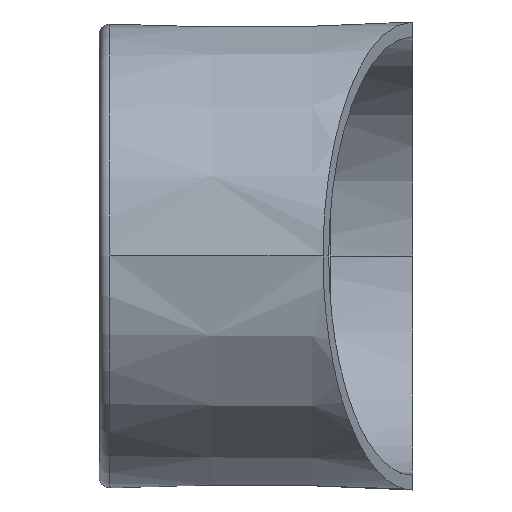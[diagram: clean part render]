
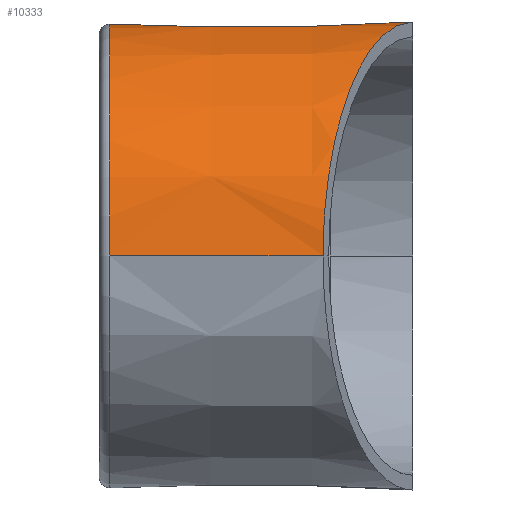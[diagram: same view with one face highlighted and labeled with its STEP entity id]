
A CAD part, left-side view. The second image highlights one B-rep face of the part: STEP entity #10333.
In plain terms, the highlighted conical face has half-angle 0.4 degrees and reference radius 22.299 mm.
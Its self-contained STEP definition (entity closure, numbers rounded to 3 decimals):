
#3812=CARTESIAN_POINT('',(0.,0.,0.));
#3813=DIRECTION('',(0.,-1.,0.));
#3814=DIRECTION('',(1.,0.,0.));
#3815=AXIS2_PLACEMENT_3D('',#3812,#3813,#3814);
#3817=CARTESIAN_POINT('',(0.,0.,22.4));
#3818=CARTESIAN_POINT('',(-0.9,0.345,
22.398));
#3819=CARTESIAN_POINT('',(-2.6,0.998,
22.286));
#3820=CARTESIAN_POINT('',(-4.925,1.89,21.878));
#3821=CARTESIAN_POINT('',(-7.065,2.712,21.274));
#3822=CARTESIAN_POINT('',(-9.709,3.727,20.242));
#3823=CARTESIAN_POINT('',(-12.663,4.861,18.579));
#3824=CARTESIAN_POINT('',(-15.719,6.034,16.061));
#3825=CARTESIAN_POINT('',(-17.872,6.861,13.541));
#3826=CARTESIAN_POINT('',(-19.343,7.425,11.257));
#3827=CARTESIAN_POINT('',(-20.31,7.796,9.399));
#3828=CARTESIAN_POINT('',(-21.128,8.11,7.381));
#3829=CARTESIAN_POINT('',(-21.776,8.359,5.181));
#3830=CARTESIAN_POINT('',(-22.218,8.529,2.762));
#3831=CARTESIAN_POINT('',(-22.34,8.576,
0.964));
#3832=CARTESIAN_POINT('',(-22.34,8.576,
0.));
#3834=CARTESIAN_POINT('',(0.,29.007,0.));
#3835=DIRECTION('',(0.,1.,0.));
#3836=DIRECTION('',(-1.,0.,0.));
#3837=AXIS2_PLACEMENT_3D('',#3834,#3835,#3836);
#3839=CARTESIAN_POINT('',(20.712,29.007,7.984));
#3840=CARTESIAN_POINT('',(20.716,28.131,7.991));
#3841=CARTESIAN_POINT('',(20.724,26.352,8.004));
#3842=CARTESIAN_POINT('',(20.737,23.622,8.024));
#3843=CARTESIAN_POINT('',(20.75,20.76,8.045));
#3844=CARTESIAN_POINT('',(20.759,18.742,8.06));
#3845=CARTESIAN_POINT('',(20.764,17.707,8.068));
#3847=CARTESIAN_POINT('',(22.342,8.3,0.));
#3848=CARTESIAN_POINT('',(22.342,8.3,0.079));
#3849=CARTESIAN_POINT('',(22.341,8.306,0.238));
#3850=CARTESIAN_POINT('',(22.337,8.332,0.475));
#3851=CARTESIAN_POINT('',(22.331,8.377,0.71));
#3852=CARTESIAN_POINT('',(22.322,8.438,0.941));
#3853=CARTESIAN_POINT('',(22.31,8.517,1.166));
#3854=CARTESIAN_POINT('',(22.297,8.612,1.386));
#3855=CARTESIAN_POINT('',(22.282,8.724,1.598));
#3856=CARTESIAN_POINT('',(22.266,8.852,1.802));
#3857=CARTESIAN_POINT('',(22.248,8.994,1.995));
#3858=CARTESIAN_POINT('',(22.23,9.151,2.178));
#3859=CARTESIAN_POINT('',(22.211,9.321,2.348));
#3860=CARTESIAN_POINT('',(22.193,9.504,2.505));
#3861=CARTESIAN_POINT('',(22.175,9.697,2.647));
#3862=CARTESIAN_POINT('',(22.158,9.901,2.775));
#3863=CARTESIAN_POINT('',(22.142,10.113,2.887));
#3864=CARTESIAN_POINT('',(22.128,10.333,2.983));
#3865=CARTESIAN_POINT('',(22.115,10.559,3.062));
#3866=CARTESIAN_POINT('',(22.105,10.79,3.123));
#3867=CARTESIAN_POINT('',(22.097,11.025,3.167));
#3868=CARTESIAN_POINT('',(22.092,11.262,3.194));
#3869=CARTESIAN_POINT('',(22.089,11.5,3.203));
#3870=CARTESIAN_POINT('',(22.088,11.738,3.194));
#3871=CARTESIAN_POINT('',(22.09,11.975,3.167));
#3872=CARTESIAN_POINT('',(22.095,12.21,3.123));
#3873=CARTESIAN_POINT('',(22.102,12.441,3.062));
#3874=CARTESIAN_POINT('',(22.111,12.666,2.983));
#3875=CARTESIAN_POINT('',(22.122,12.886,2.888));
#3876=CARTESIAN_POINT('',(22.135,13.098,2.776));
#3877=CARTESIAN_POINT('',(22.15,13.302,2.648));
#3878=CARTESIAN_POINT('',(22.165,13.495,2.506));
#3879=CARTESIAN_POINT('',(22.181,13.678,2.349));
#3880=CARTESIAN_POINT('',(22.197,13.847,2.179));
#3881=CARTESIAN_POINT('',(22.213,14.005,1.997));
#3882=CARTESIAN_POINT('',(22.228,14.147,1.803));
#3883=CARTESIAN_POINT('',(22.243,14.275,1.6));
#3884=CARTESIAN_POINT('',(22.257,14.387,1.388));
#3885=CARTESIAN_POINT('',(22.269,14.483,1.168));
#3886=CARTESIAN_POINT('',(22.279,14.561,0.942));
#3887=CARTESIAN_POINT('',(22.287,14.623,0.711));
#3888=CARTESIAN_POINT('',(22.293,14.667,0.476));
#3889=CARTESIAN_POINT('',(22.297,14.694,0.239));
#3890=CARTESIAN_POINT('',(22.297,14.7,0.079));
#3891=CARTESIAN_POINT('',(22.297,14.7,0.));
#3893=DIRECTION('',(-0.007,1.,0.));
#3894=VECTOR('',#3893,8.3);
#3895=CARTESIAN_POINT('',(22.4,0.,0.));
#3896=LINE('',#3895,#3894);
#3943=DIRECTION('',(-0.007,1.,0.));
#3944=VECTOR('',#3943,2.);
#3945=CARTESIAN_POINT('',(22.297,14.7,0.));
#3946=LINE('',#3945,#3944);
#3960=DIRECTION('',(0.007,1.,0.));
#3961=VECTOR('',#3960,20.432);
#3962=CARTESIAN_POINT('',(-22.34,8.576,
0.));
#3963=LINE('',#3962,#3961);
#4008=CARTESIAN_POINT('',(0.,16.7,0.));
#4009=DIRECTION('',(0.,-1.,0.));
#4010=DIRECTION('',(1.,0.,0.));
#4011=AXIS2_PLACEMENT_3D('',#4008,#4009,#4010);
#4013=CARTESIAN_POINT('',(21.715,16.7,5.002));
#4447=CARTESIAN_POINT('',(20.712,29.007,7.984));
#4496=CARTESIAN_POINT('',(21.715,16.7,5.002));
#4497=CARTESIAN_POINT('',(21.699,16.7,5.07));
#4498=CARTESIAN_POINT('',(21.665,16.705,5.216));
#4499=CARTESIAN_POINT('',(21.605,16.731,5.457));
#4500=CARTESIAN_POINT('',(21.534,16.779,5.732));
#4501=CARTESIAN_POINT('',(21.451,16.852,6.032));
#4502=CARTESIAN_POINT('',(21.355,16.954,6.362));
#4503=CARTESIAN_POINT('',(21.242,17.088,6.728));
#4504=CARTESIAN_POINT('',(21.108,17.259,7.133));
#4505=CARTESIAN_POINT('',(20.951,17.466,7.579));
#4506=CARTESIAN_POINT('',(20.83,17.624,7.901));
#4507=CARTESIAN_POINT('',(20.764,17.707,8.068));
#4609=CARTESIAN_POINT('',(22.297,14.7,0.));
#4610=VERTEX_POINT('',#4609);
#4611=CARTESIAN_POINT('',(22.342,8.3,0.));
#4612=VERTEX_POINT('',#4611);
#4615=CARTESIAN_POINT('',(0.,0.,22.4));
#4616=VERTEX_POINT('',#4615);
#4621=VERTEX_POINT('',#3832);
#4624=CARTESIAN_POINT('',(22.4,0.,0.));
#4625=VERTEX_POINT('',#4624);
#4678=VERTEX_POINT('',#4447);
#4698=CARTESIAN_POINT('',(-22.197,29.007,0.));
#4699=VERTEX_POINT('',#4698);
#4700=VERTEX_POINT('',#3845);
#4712=CARTESIAN_POINT('',(22.283,16.7,0.));
#4713=VERTEX_POINT('',#4712);
#4734=VERTEX_POINT('',#4013);
#10309=CARTESIAN_POINT('',(0.,14.503,0.));
#10310=DIRECTION('',(0.,-1.,0.));
#10311=DIRECTION('',(-1.,0.,0.));
#10312=AXIS2_PLACEMENT_3D('',#10309,#10310,#10311);
#10313=CONICAL_SURFACE('',#10312,22.299,0.4);
#10315=ORIENTED_EDGE('',*,*,#10314,.F.);
#10316=ORIENTED_EDGE('',*,*,#10299,.T.);
#10317=ORIENTED_EDGE('',*,*,#10286,.T.);
#10319=ORIENTED_EDGE('',*,*,#10318,.T.);
#10321=ORIENTED_EDGE('',*,*,#10320,.T.);
#10323=ORIENTED_EDGE('',*,*,#10322,.T.);
#10325=ORIENTED_EDGE('',*,*,#10324,.F.);
#10327=ORIENTED_EDGE('',*,*,#10326,.F.);
#10329=ORIENTED_EDGE('',*,*,#10328,.F.);
#10330=ORIENTED_EDGE('',*,*,#6382,.F.);
#10331=EDGE_LOOP('',(#10315,#10316,#10317,#10319,#10321,#10323,#10325,#10327,
#10329,#10330));
#10332=FACE_OUTER_BOUND('',#10331,.F.);
#10333=ADVANCED_FACE('',(#10332),#10313,.T.);
#3816=CIRCLE('',#3815,22.4);
#3833=B_SPLINE_CURVE_WITH_KNOTS('',3,(#3817,#3818,#3819,#3820,#3821,#3822,#3823,
#3824,#3825,#3826,#3827,#3828,#3829,#3830,#3831,#3832),.UNSPECIFIED.,.F.,.F.,(4,
1,1,1,1,1,1,1,1,1,1,1,1,4),(0.,0.063,0.125,0.188,0.25,0.375,0.5,
0.625,0.688,0.75,0.813,0.875,0.938,1.),.UNSPECIFIED.);
#3838=CIRCLE('',#3837,22.197);
#3846=B_SPLINE_CURVE_WITH_KNOTS('',3,(#3839,#3840,#3841,#3842,#3843,#3844,
#3845),.UNSPECIFIED.,.F.,.F.,(4,1,1,1,4),(0.,0.25,0.5,0.75,1.),
.UNSPECIFIED.);
#3892=B_SPLINE_CURVE_WITH_KNOTS('',3,(#3847,#3848,#3849,#3850,#3851,#3852,#3853,
#3854,#3855,#3856,#3857,#3858,#3859,#3860,#3861,#3862,#3863,#3864,#3865,#3866,
#3867,#3868,#3869,#3870,#3871,#3872,#3873,#3874,#3875,#3876,#3877,#3878,#3879,
#3880,#3881,#3882,#3883,#3884,#3885,#3886,#3887,#3888,#3889,#3890,#3891),
.UNSPECIFIED.,.F.,.F.,(4,1,1,1,1,1,1,1,1,1,1,1,1,1,1,1,1,1,1,1,1,1,1,1,1,1,1,1,
1,1,1,1,1,1,1,1,1,1,1,1,1,1,4),(0.,0.024,0.048,
0.071,0.095,0.119,0.143,
0.167,0.19,0.214,0.238,
0.262,0.286,0.31,0.333,
0.357,0.381,0.405,0.429,
0.452,0.476,0.5,0.524,0.548,
0.571,0.595,0.619,0.643,
0.667,0.69,0.714,0.738,
0.762,0.786,0.81,0.833,
0.857,0.881,0.905,0.929,
0.952,0.976,1.),.UNSPECIFIED.);
#4012=CIRCLE('',#4011,22.283);
#4508=B_SPLINE_CURVE_WITH_KNOTS('',3,(#4496,#4497,#4498,#4499,#4500,#4501,#4502,
#4503,#4504,#4505,#4506,#4507),.UNSPECIFIED.,.F.,.F.,(4,1,1,1,1,1,1,1,1,4),
(0.,0.111,0.222,0.333,0.444,
0.556,0.667,0.778,0.889,1.),
.UNSPECIFIED.);
#6382=EDGE_CURVE('',#4612,#4610,#3892,.T.);
#10286=EDGE_CURVE('',#4616,#4621,#3833,.T.);
#10299=EDGE_CURVE('',#4625,#4616,#3816,.T.);
#10314=EDGE_CURVE('',#4625,#4612,#3896,.T.);
#10318=EDGE_CURVE('',#4621,#4699,#3963,.T.);
#10320=EDGE_CURVE('',#4699,#4678,#3838,.T.);
#10322=EDGE_CURVE('',#4678,#4700,#3846,.T.);
#10324=EDGE_CURVE('',#4734,#4700,#4508,.T.);
#10326=EDGE_CURVE('',#4713,#4734,#4012,.T.);
#10328=EDGE_CURVE('',#4610,#4713,#3946,.T.);
